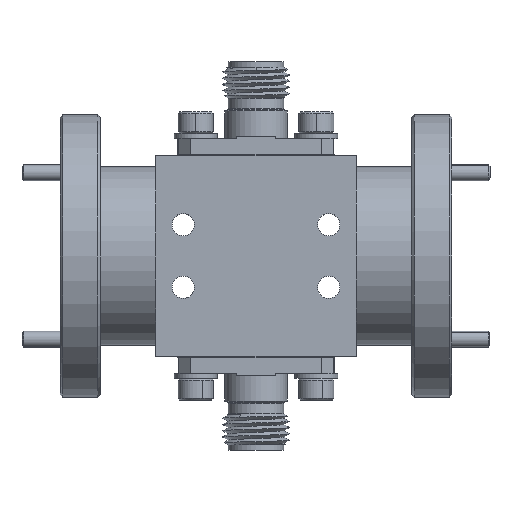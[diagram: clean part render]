
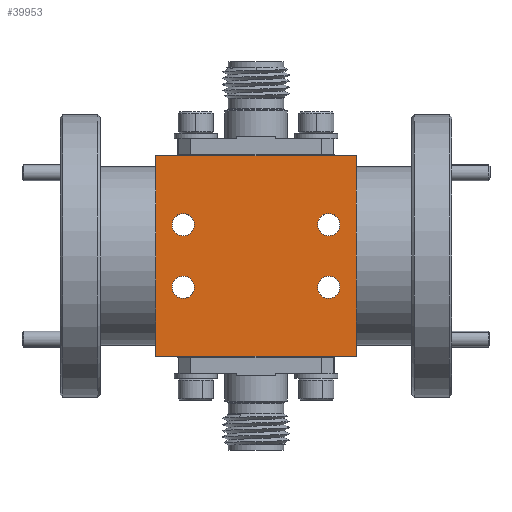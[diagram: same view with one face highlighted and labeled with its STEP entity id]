
A CAD part, front view. The second image highlights one B-rep face of the part: STEP entity #39953.
In plain terms, the highlighted planar face has unit normal (0, -1, 0).
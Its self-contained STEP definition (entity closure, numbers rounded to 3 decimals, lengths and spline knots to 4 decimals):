
#109 = LINE ( 'NONE', #57254, #29437 ) ;
#500 = DIRECTION ( 'NONE',  ( 0., 0., 1. ) ) ;
#653 = DIRECTION ( 'NONE',  ( 0., 1., 0. ) ) ;
#2034 = FACE_BOUND ( 'NONE', #56175, .T. ) ;
#2376 = FACE_BOUND ( 'NONE', #37092, .T. ) ;
#2731 = EDGE_CURVE ( 'NONE', #14928, #28799, #109, .T. ) ;
#4556 = DIRECTION ( 'NONE',  ( 0., 0., 1. ) ) ;
#4651 = EDGE_CURVE ( 'NONE', #26717, #17027, #44689, .T. ) ;
#4749 = CARTESIAN_POINT ( 'NONE',  ( -0.411, -0.3024, 0.4414 ) ) ;
#5166 = DIRECTION ( 'NONE',  ( 0., 0., 1. ) ) ;
#6035 = CARTESIAN_POINT ( 'NONE',  ( -0.301, -0.3024, 0.1219 ) ) ;
#7410 = AXIS2_PLACEMENT_3D ( 'NONE', #10749, #55221, #4556 ) ;
#7521 = FACE_BOUND ( 'NONE', #68661, .T. ) ;
#7585 = CARTESIAN_POINT ( 'NONE',  ( -0.301, -0.3024, 0.1664 ) ) ;
#8185 = CARTESIAN_POINT ( 'NONE',  ( -0.301, -0.3024, -0.1281 ) ) ;
#8228 = FACE_OUTER_BOUND ( 'NONE', #64828, .T. ) ;
#8723 = EDGE_CURVE ( 'NONE', #28799, #13310, #71598, .T. ) ;
#10284 = ORIENTED_EDGE ( 'NONE', *, *, #26646, .T. ) ;
#10749 = CARTESIAN_POINT ( 'NONE',  ( 0.279, -0.3024, -0.0836 ) ) ;
#10866 = CARTESIAN_POINT ( 'NONE',  ( -0.411, -0.3024, 0.4414 ) ) ;
#11211 = CARTESIAN_POINT ( 'NONE',  ( 0.389, -0.3024, 0.4414 ) ) ;
#12893 = CARTESIAN_POINT ( 'NONE',  ( 0.389, -0.3024, -0.3586 ) ) ;
#13191 = CARTESIAN_POINT ( 'NONE',  ( 0.279, -0.3024, -0.0391 ) ) ;
#13269 = VECTOR ( 'NONE', #17099, 39.3701 ) ;
#13310 = VERTEX_POINT ( 'NONE', #20677 ) ;
#14532 = EDGE_CURVE ( 'NONE', #13310, #69857, #22190, .T. ) ;
#14693 = AXIS2_PLACEMENT_3D ( 'NONE', #19268, #41559, #19986 ) ;
#14928 = VERTEX_POINT ( 'NONE', #11211 ) ;
#14952 = CIRCLE ( 'NONE', #21886, 0.0445 ) ;
#15298 = CARTESIAN_POINT ( 'NONE',  ( -0.301, -0.3024, -0.0836 ) ) ;
#15880 = CIRCLE ( 'NONE', #37877, 0.0445 ) ;
#17027 = VERTEX_POINT ( 'NONE', #13191 ) ;
#17099 = DIRECTION ( 'NONE',  ( 0., 0., 1. ) ) ;
#17831 = DIRECTION ( 'NONE',  ( 0., 1., 0. ) ) ;
#19240 = AXIS2_PLACEMENT_3D ( 'NONE', #28991, #61435, #51276 ) ;
#19268 = CARTESIAN_POINT ( 'NONE',  ( 0.279, -0.3024, 0.1664 ) ) ;
#19986 = DIRECTION ( 'NONE',  ( 0., 0., 1. ) ) ;
#20508 = AXIS2_PLACEMENT_3D ( 'NONE', #50510, #71934, #500 ) ;
#20677 = CARTESIAN_POINT ( 'NONE',  ( -0.411, -0.3024, -0.3586 ) ) ;
#21322 = ORIENTED_EDGE ( 'NONE', *, *, #14532, .F. ) ;
#21600 = VERTEX_POINT ( 'NONE', #58248 ) ;
#21886 = AXIS2_PLACEMENT_3D ( 'NONE', #60545, #32877, #5166 ) ;
#22190 = LINE ( 'NONE', #4749, #13269 ) ;
#22671 = CARTESIAN_POINT ( 'NONE',  ( 0.389, -0.3024, 0.4414 ) ) ;
#23112 = DIRECTION ( 'NONE',  ( -1., 0., 0. ) ) ;
#25737 = VERTEX_POINT ( 'NONE', #55753 ) ;
#26101 = CARTESIAN_POINT ( 'NONE',  ( -0.301, -0.3024, -0.0391 ) ) ;
#26646 = EDGE_CURVE ( 'NONE', #61501, #25737, #15880, .T. ) ;
#26717 = VERTEX_POINT ( 'NONE', #68073 ) ;
#27053 = EDGE_CURVE ( 'NONE', #43082, #33125, #63600, .T. ) ;
#28799 = VERTEX_POINT ( 'NONE', #12893 ) ;
#28991 = CARTESIAN_POINT ( 'NONE',  ( -0.301, -0.3024, -0.0836 ) ) ;
#29437 = VECTOR ( 'NONE', #52512, 39.3701 ) ;
#30340 = VECTOR ( 'NONE', #23112, 39.3701 ) ;
#30355 = EDGE_CURVE ( 'NONE', #17027, #26717, #56673, .T. ) ;
#30453 = DIRECTION ( 'NONE',  ( 0., 0., 1. ) ) ;
#32088 = DIRECTION ( 'NONE',  ( 0., 1., 0. ) ) ;
#32877 = DIRECTION ( 'NONE',  ( 0., 1., 0. ) ) ;
#33125 = VERTEX_POINT ( 'NONE', #26101 ) ;
#34882 = CARTESIAN_POINT ( 'NONE',  ( -0.011, -0.3024, 0.0414 ) ) ;
#36074 = DIRECTION ( 'NONE',  ( 0., 0., 1. ) ) ;
#36168 = ORIENTED_EDGE ( 'NONE', *, *, #2731, .F. ) ;
#37092 = EDGE_LOOP ( 'NONE', ( #45268, #44634 ) ) ;
#37716 = ORIENTED_EDGE ( 'NONE', *, *, #4651, .T. ) ;
#37877 = AXIS2_PLACEMENT_3D ( 'NONE', #7585, #653, #57161 ) ;
#39588 = CARTESIAN_POINT ( 'NONE',  ( 0.389, -0.3024, -0.3586 ) ) ;
#39847 = AXIS2_PLACEMENT_3D ( 'NONE', #45598, #17831, #36074 ) ;
#39953 = ADVANCED_FACE ( 'NONE', ( #63254, #2034, #2376, #7521, #8228 ), #57093, .F. ) ;
#40224 = LINE ( 'NONE', #22671, #66614 ) ;
#41027 = ORIENTED_EDGE ( 'NONE', *, *, #61949, .T. ) ;
#41267 = ORIENTED_EDGE ( 'NONE', *, *, #43935, .T. ) ;
#41559 = DIRECTION ( 'NONE',  ( 0., 1., 0. ) ) ;
#43045 = ORIENTED_EDGE ( 'NONE', *, *, #51418, .T. ) ;
#43082 = VERTEX_POINT ( 'NONE', #8185 ) ;
#43546 = ORIENTED_EDGE ( 'NONE', *, *, #30355, .T. ) ;
#43935 = EDGE_CURVE ( 'NONE', #21600, #70313, #61243, .T. ) ;
#44634 = ORIENTED_EDGE ( 'NONE', *, *, #27053, .T. ) ;
#44689 = CIRCLE ( 'NONE', #7410, 0.0445 ) ;
#45268 = ORIENTED_EDGE ( 'NONE', *, *, #55883, .T. ) ;
#45598 = CARTESIAN_POINT ( 'NONE',  ( 0.279, -0.3024, 0.1664 ) ) ;
#47877 = CIRCLE ( 'NONE', #60657, 0.0445 ) ;
#50510 = CARTESIAN_POINT ( 'NONE',  ( 0.279, -0.3024, -0.0836 ) ) ;
#51276 = DIRECTION ( 'NONE',  ( 0., 0., 1. ) ) ;
#51418 = EDGE_CURVE ( 'NONE', #25737, #61501, #14952, .T. ) ;
#52512 = DIRECTION ( 'NONE',  ( 0., 0., -1. ) ) ;
#54349 = DIRECTION ( 'NONE',  ( 0., 0., 1. ) ) ;
#55221 = DIRECTION ( 'NONE',  ( 0., 1., 0. ) ) ;
#55753 = CARTESIAN_POINT ( 'NONE',  ( -0.301, -0.3024, 0.2109 ) ) ;
#55883 = EDGE_CURVE ( 'NONE', #33125, #43082, #47877, .T. ) ;
#56175 = EDGE_LOOP ( 'NONE', ( #41027, #41267 ) ) ;
#56673 = CIRCLE ( 'NONE', #20508, 0.0445 ) ;
#57093 = PLANE ( 'NONE',  #70453 ) ;
#57134 = ORIENTED_EDGE ( 'NONE', *, *, #8723, .F. ) ;
#57161 = DIRECTION ( 'NONE',  ( 0., 0., 1. ) ) ;
#57254 = CARTESIAN_POINT ( 'NONE',  ( 0.389, -0.3024, 0.4414 ) ) ;
#58160 = DIRECTION ( 'NONE',  ( 0., 1., 0. ) ) ;
#58248 = CARTESIAN_POINT ( 'NONE',  ( 0.279, -0.3024, 0.1219 ) ) ;
#58494 = ORIENTED_EDGE ( 'NONE', *, *, #70779, .F. ) ;
#60545 = CARTESIAN_POINT ( 'NONE',  ( -0.301, -0.3024, 0.1664 ) ) ;
#60657 = AXIS2_PLACEMENT_3D ( 'NONE', #15298, #32088, #54349 ) ;
#61243 = CIRCLE ( 'NONE', #14693, 0.0445 ) ;
#61435 = DIRECTION ( 'NONE',  ( 0., 1., 0. ) ) ;
#61501 = VERTEX_POINT ( 'NONE', #6035 ) ;
#61949 = EDGE_CURVE ( 'NONE', #70313, #21600, #64244, .T. ) ;
#63254 = FACE_BOUND ( 'NONE', #64365, .T. ) ;
#63600 = CIRCLE ( 'NONE', #19240, 0.0445 ) ;
#64244 = CIRCLE ( 'NONE', #39847, 0.0445 ) ;
#64365 = EDGE_LOOP ( 'NONE', ( #43546, #37716 ) ) ;
#64828 = EDGE_LOOP ( 'NONE', ( #21322, #57134, #36168, #58494 ) ) ;
#66614 = VECTOR ( 'NONE', #67871, 39.3701 ) ;
#67871 = DIRECTION ( 'NONE',  ( 1., 0., 0. ) ) ;
#68073 = CARTESIAN_POINT ( 'NONE',  ( 0.279, -0.3024, -0.1281 ) ) ;
#68661 = EDGE_LOOP ( 'NONE', ( #43045, #10284 ) ) ;
#69857 = VERTEX_POINT ( 'NONE', #10866 ) ;
#70313 = VERTEX_POINT ( 'NONE', #71599 ) ;
#70453 = AXIS2_PLACEMENT_3D ( 'NONE', #34882, #58160, #30453 ) ;
#70779 = EDGE_CURVE ( 'NONE', #69857, #14928, #40224, .T. ) ;
#71598 = LINE ( 'NONE', #39588, #30340 ) ;
#71599 = CARTESIAN_POINT ( 'NONE',  ( 0.279, -0.3024, 0.2109 ) ) ;
#71934 = DIRECTION ( 'NONE',  ( 0., 1., 0. ) ) ;
